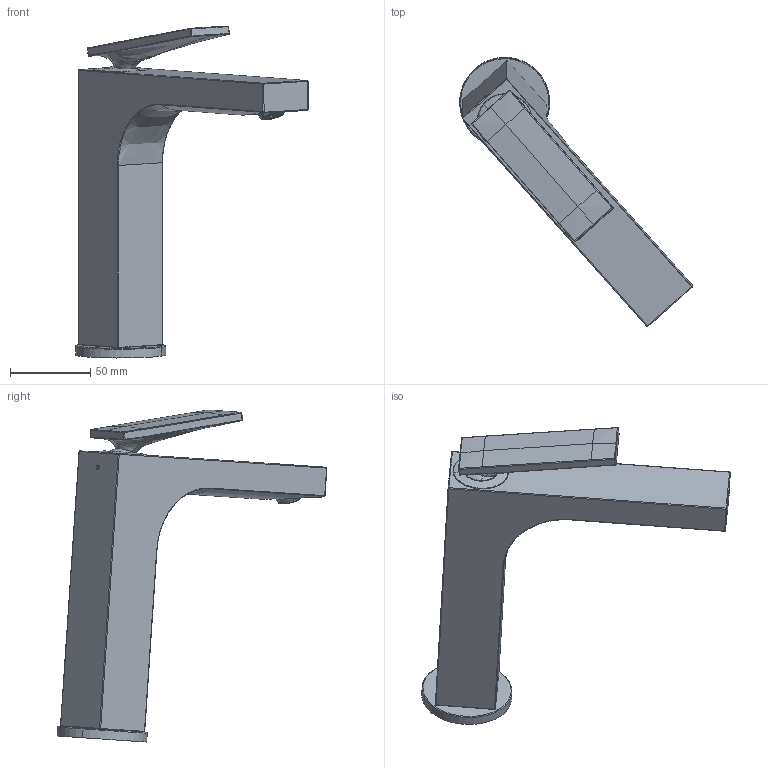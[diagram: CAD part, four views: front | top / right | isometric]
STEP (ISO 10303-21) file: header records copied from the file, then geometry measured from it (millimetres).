
FILE_DESCRIPTION(('CATIA V6 STEP','CAx-IF Rec.Pracs.--- Model Styling and Organization---1.4--- 2014-01-23','CAx-IF Rec.Pracs.---3D Tessellated Data Validation Properties---0.5---2014-09-14'),'2;1');
FILE_NAME('prd-HG-00012604.stp','2020-12-01T09:17:26+00:00',('none'),('none'),'3DEXPERIENCE Platform3DEXPERIENCE R2019x HotFix 5','3DEXPERIENCE Platform STEP AP242 v1','none');
FILE_SCHEMA(('AP242_MANAGED_MODEL_BASED_3D_ENGINEERING_MIM_LF {1 0 10303 442 1 1 4}'));
Length unit declared in the file: millimetre
Products named in the file (9): P-2_AX_Citterio_WTM_160_Hebelgr.o.Zugst.; P-2_GK_WTM_M25_Citterio; V5_Gewindestift_DIN916-M6x8-A2_mit_Einlage; V5_P_2_SR_SL_M24x1_CC_SSR_1,2gpm-lam_rosa; V5_P_2_Rosette_WTM_Citterio_2; P-2_Griff_WTM_Citterio_Extension; V5_P_2_Abdeckring_WTM_Citterio_2; V5_P_2_Gleitstueck_WTM_Citterio_2; V5_P_2_Griffrosette_Pura_Vida_E_demontage
Assembly tree (8 placements, depth 2):
  P-2_AX_Citterio_WTM_160_Hebelgr.o.Zugst.
    P-2_GK_WTM_M25_Citterio
    V5_Gewindestift_DIN916-M6x8-A2_mit_Einlage
    V5_P_2_SR_SL_M24x1_CC_SSR_1,2gpm-lam_rosa
    V5_P_2_Rosette_WTM_Citterio_2
    P-2_Griff_WTM_Citterio_Extension
    V5_P_2_Abdeckring_WTM_Citterio_2
    V5_P_2_Gleitstueck_WTM_Citterio_2
    V5_P_2_Griffrosette_Pura_Vida_E_demontage
Bounding box: 144.55 x 167.85 x 206.64 mm (x, y, z)
Volume: 405919.2 mm3; surface area: 64970.1 mm2
Topology: 9 solids, 10 shells, 838 faces, 2181 edges, 1363 vertices
Faces by surface type: plane 321, cylinder 254, bspline 211, sphere 20, cone 18, torus 12, revolution 2
Entity records: 36151 total; most frequent: CARTESIAN_POINT 18176, ORIENTED_EDGE 4328, DIRECTION 2556, EDGE_CURVE 2164, VERTEX_POINT 1363, AXIS2_PLACEMENT_3D 1141, EDGE_LOOP 859, ADVANCED_FACE 838
